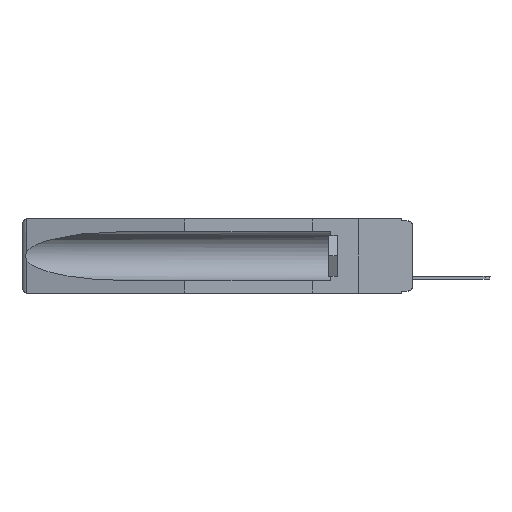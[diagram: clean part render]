
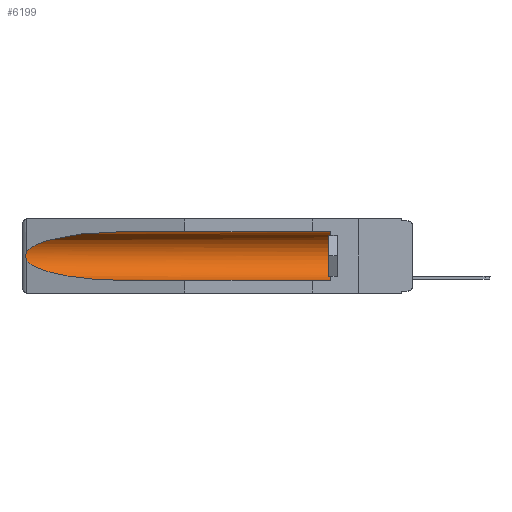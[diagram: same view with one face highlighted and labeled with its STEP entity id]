
A CAD part, left-side view. The second image highlights one B-rep face of the part: STEP entity #6199.
In plain terms, the highlighted cylindrical face has radius 2.857 mm (diameter 5.715 mm), a partial arc.
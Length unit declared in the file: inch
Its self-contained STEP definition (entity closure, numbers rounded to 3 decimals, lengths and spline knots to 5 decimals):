
#76 = ORIENTED_EDGE ( 'NONE', *, *, #12534, .T. ) ;
#236 = VERTEX_POINT ( 'NONE', #432 ) ;
#414 = CARTESIAN_POINT ( 'NONE',  ( 0.26537, 1.52718, -0.19328 ) ) ;
#432 = CARTESIAN_POINT ( 'NONE',  ( 0.155, 0.126, -0.059 ) ) ;
#1558 = CARTESIAN_POINT ( 'NONE',  ( 0.26537, 1.52718, -0.14972 ) ) ;
#1824 = CARTESIAN_POINT ( 'NONE',  ( 0.21114, 1.30732, -0.284 ) ) ;
#2695 = B_SPLINE_CURVE_WITH_KNOTS ( 'NONE', 3,
 ( #1558, #9212, #11884, #11823, #2861, #4354, #6059, #7495, #13266, #13522 ),
 .UNSPECIFIED., .F., .F.,
 ( 4, 2, 2, 2, 4 ),
 ( 0., 0.00029, 0.00058, 0.00087, 0.00117 ),
 .UNSPECIFIED. ) ;
#2861 = CARTESIAN_POINT ( 'NONE',  ( 0.2675, 1.53308, -0.16763 ) ) ;
#3213 = CARTESIAN_POINT ( 'NONE',  ( 0.26537, 1.52718, -0.14972 ) ) ;
#4022 = CARTESIAN_POINT ( 'NONE',  ( 0.155, -0.30754, -0.1715 ) ) ;
#4354 = CARTESIAN_POINT ( 'NONE',  ( 0.2675, 1.53308, -0.17534 ) ) ;
#4637 = CARTESIAN_POINT ( 'NONE',  ( 0.25451, 1.48313, -0.24835 ) ) ;
#4830 = CIRCLE ( 'NONE', #7020, 0.1125 ) ;
#5173 = CARTESIAN_POINT ( 'NONE',  ( 0.155, 1.07973, -0.059 ) ) ;
#5560 = VECTOR ( 'NONE', #15953, 39.37008 ) ;
#6059 = CARTESIAN_POINT ( 'NONE',  ( 0.2673, 1.53269, -0.17917 ) ) ;
#6195 = ORIENTED_EDGE ( 'NONE', *, *, #18334, .T. ) ;
#6199 = ADVANCED_FACE ( 'NONE', ( #6505 ), #7443, .F. ) ;
#6477 = EDGE_CURVE ( 'NONE', #9889, #10322, #17030, .T. ) ;
#6505 = FACE_OUTER_BOUND ( 'NONE', #12408, .T. ) ;
#6599 = CARTESIAN_POINT ( 'NONE',  ( 0.155, 1.07973, -0.284 ) ) ;
#7020 = AXIS2_PLACEMENT_3D ( 'NONE', #9391, #10656, #12149 ) ;
#7414 = EDGE_CURVE ( 'NONE', #9889, #236, #4830, .T. ) ;
#7419 = CARTESIAN_POINT ( 'NONE',  ( 0.155, -0.30754, -0.059 ) ) ;
#7443 = CYLINDRICAL_SURFACE ( 'NONE', #18195, 0.1125 ) ;
#7495 = CARTESIAN_POINT ( 'NONE',  ( 0.26655, 1.53094, -0.18657 ) ) ;
#7705 = ORIENTED_EDGE ( 'NONE', *, *, #15195, .T. ) ;
#7794 = ORIENTED_EDGE ( 'NONE', *, *, #6477, .F. ) ;
#7857 = CARTESIAN_POINT ( 'NONE',  ( 0.21114, 1.30732, -0.059 ) ) ;
#9142 = EDGE_CURVE ( 'NONE', #236, #13373, #11299, .T. ) ;
#9212 = CARTESIAN_POINT ( 'NONE',  ( 0.26597, 1.52961, -0.15275 ) ) ;
#9391 = CARTESIAN_POINT ( 'NONE',  ( 0.155, 0.126, -0.1715 ) ) ;
#9889 = VERTEX_POINT ( 'NONE', #16712 ) ;
#10200 = DIRECTION ( 'NONE',  ( 0., 1., 0. ) ) ;
#10322 = VERTEX_POINT ( 'NONE', #6599 ) ;
#10437 = DIRECTION ( 'NONE',  ( 0., 1., 0. ) ) ;
#10531 = ORIENTED_EDGE ( 'NONE', *, *, #7414, .T. ) ;
#10656 = DIRECTION ( 'NONE',  ( 0., -1., 0. ) ) ;
#11299 = LINE ( 'NONE', #7419, #15514 ) ;
#11584 = CARTESIAN_POINT ( 'NONE',  ( 0.155, -0.30754, -0.284 ) ) ;
#11823 = CARTESIAN_POINT ( 'NONE',  ( 0.2673, 1.5327, -0.16383 ) ) ;
#11884 = CARTESIAN_POINT ( 'NONE',  ( 0.26654, 1.53092, -0.15636 ) ) ;
#12149 = DIRECTION ( 'NONE',  ( 0., 0., 1. ) ) ;
#12408 = EDGE_LOOP ( 'NONE', ( #6195, #76, #7705, #7794, #10531, #13081 ) ) ;
#12534 = EDGE_CURVE ( 'NONE', #13516, #13349, #2695, .T. ) ;
#13081 = ORIENTED_EDGE ( 'NONE', *, *, #9142, .T. ) ;
#13266 = CARTESIAN_POINT ( 'NONE',  ( 0.26597, 1.5296, -0.19026 ) ) ;
#13349 = VERTEX_POINT ( 'NONE', #414 ) ;
#13373 = VERTEX_POINT ( 'NONE', #5173 ) ;
#13516 = VERTEX_POINT ( 'NONE', #3213 ) ;
#13522 = CARTESIAN_POINT ( 'NONE',  ( 0.26537, 1.52718, -0.19328 ) ) ;
#13654 = CARTESIAN_POINT ( 'NONE',  ( 0.155, 1.07973, -0.059 ) ) ;
#13736 =( BOUNDED_CURVE ( )  B_SPLINE_CURVE ( 3, ( #16657, #4637, #1824, #15172 ),
 .UNSPECIFIED., .F., .F. ) 
 B_SPLINE_CURVE_WITH_KNOTS ( ( 4, 4 ),
 ( 0.1948, 1.5708 ),
 .UNSPECIFIED. ) 
 CURVE ( )  GEOMETRIC_REPRESENTATION_ITEM ( )  RATIONAL_B_SPLINE_CURVE ( ( 1., 0.848, 0.848, 1. ) ) 
 REPRESENTATION_ITEM ( '' )  );
#14700 = DIRECTION ( 'NONE',  ( 0., 0., 1. ) ) ;
#15172 = CARTESIAN_POINT ( 'NONE',  ( 0.155, 1.07973, -0.284 ) ) ;
#15180 =( BOUNDED_CURVE ( )  B_SPLINE_CURVE ( 3, ( #13654, #7857, #15290, #18295 ),
 .UNSPECIFIED., .F., .F. ) 
 B_SPLINE_CURVE_WITH_KNOTS ( ( 4, 4 ),
 ( 4.71239, 6.08839 ),
 .UNSPECIFIED. ) 
 CURVE ( )  GEOMETRIC_REPRESENTATION_ITEM ( )  RATIONAL_B_SPLINE_CURVE ( ( 1., 0.848, 0.848, 1. ) ) 
 REPRESENTATION_ITEM ( '' )  );
#15195 = EDGE_CURVE ( 'NONE', #13349, #10322, #13736, .T. ) ;
#15290 = CARTESIAN_POINT ( 'NONE',  ( 0.25451, 1.48313, -0.09465 ) ) ;
#15514 = VECTOR ( 'NONE', #10437, 39.37008 ) ;
#15953 = DIRECTION ( 'NONE',  ( 0., 1., 0. ) ) ;
#16657 = CARTESIAN_POINT ( 'NONE',  ( 0.26537, 1.52718, -0.19328 ) ) ;
#16712 = CARTESIAN_POINT ( 'NONE',  ( 0.155, 0.126, -0.284 ) ) ;
#17030 = LINE ( 'NONE', #11584, #5560 ) ;
#18195 = AXIS2_PLACEMENT_3D ( 'NONE', #4022, #10200, #14700 ) ;
#18295 = CARTESIAN_POINT ( 'NONE',  ( 0.26537, 1.52718, -0.14972 ) ) ;
#18334 = EDGE_CURVE ( 'NONE', #13373, #13516, #15180, .T. ) ;
